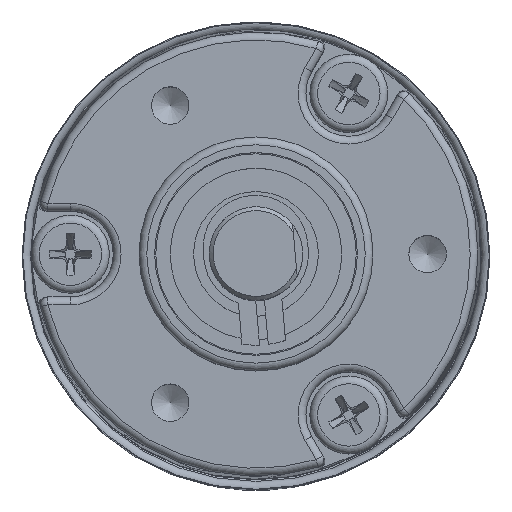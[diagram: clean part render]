
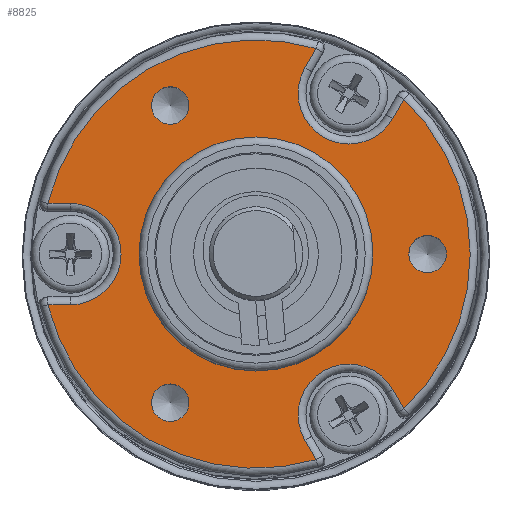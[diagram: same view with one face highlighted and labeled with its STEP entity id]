
A CAD part, top view. The second image highlights one B-rep face of the part: STEP entity #8825.
In plain terms, the highlighted planar face has unit normal (0, 0, 1).
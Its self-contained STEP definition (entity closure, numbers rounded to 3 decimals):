
#4087=LINE('',#41758,#6734);
#4088=LINE('',#41762,#6735);
#4089=LINE('',#41766,#6736);
#4090=LINE('',#41770,#6737);
#4091=LINE('',#41774,#6738);
#4092=LINE('',#41778,#6739);
#6734=VECTOR('',#32943,1.);
#6735=VECTOR('',#32946,1.);
#6736=VECTOR('',#32949,1.);
#6737=VECTOR('',#32952,1.);
#6738=VECTOR('',#32955,1.);
#6739=VECTOR('',#32958,1.);
#8825=ADVANCED_FACE('',(#10259,#10260,#10261,#10262,#10263),#9908,.T.);
#9908=PLANE('',#26847);
#10259=FACE_BOUND('',#11720,.T.);
#10260=FACE_BOUND('',#11721,.T.);
#10261=FACE_BOUND('',#11722,.T.);
#10262=FACE_BOUND('',#11723,.T.);
#10263=FACE_BOUND('',#11724,.T.);
#11720=EDGE_LOOP('',(#18330));
#11721=EDGE_LOOP('',(#18331));
#11722=EDGE_LOOP('',(#18332));
#11723=EDGE_LOOP('',(#18333,#18334,#18335,#18336,#18337,#18338,#18339,#18340,
#18341,#18342,#18343,#18344));
#11724=EDGE_LOOP('',(#18345));
#18330=ORIENTED_EDGE('',*,*,#24431,.T.);
#18331=ORIENTED_EDGE('',*,*,#24432,.T.);
#18332=ORIENTED_EDGE('',*,*,#24433,.T.);
#18333=ORIENTED_EDGE('',*,*,#24434,.T.);
#18334=ORIENTED_EDGE('',*,*,#24435,.T.);
#18335=ORIENTED_EDGE('',*,*,#24436,.T.);
#18336=ORIENTED_EDGE('',*,*,#24437,.T.);
#18337=ORIENTED_EDGE('',*,*,#24438,.T.);
#18338=ORIENTED_EDGE('',*,*,#24439,.T.);
#18339=ORIENTED_EDGE('',*,*,#24440,.T.);
#18340=ORIENTED_EDGE('',*,*,#24441,.T.);
#18341=ORIENTED_EDGE('',*,*,#24442,.T.);
#18342=ORIENTED_EDGE('',*,*,#24443,.T.);
#18343=ORIENTED_EDGE('',*,*,#24444,.T.);
#18344=ORIENTED_EDGE('',*,*,#24445,.T.);
#18345=ORIENTED_EDGE('',*,*,#24446,.F.);
#21046=VERTEX_POINT('',#41750);
#21047=VERTEX_POINT('',#41752);
#21048=VERTEX_POINT('',#41754);
#21049=VERTEX_POINT('',#41756);
#21050=VERTEX_POINT('',#41757);
#21051=VERTEX_POINT('',#41759);
#21052=VERTEX_POINT('',#41761);
#21053=VERTEX_POINT('',#41763);
#21054=VERTEX_POINT('',#41765);
#21055=VERTEX_POINT('',#41767);
#21056=VERTEX_POINT('',#41769);
#21057=VERTEX_POINT('',#41771);
#21058=VERTEX_POINT('',#41773);
#21059=VERTEX_POINT('',#41775);
#21060=VERTEX_POINT('',#41777);
#21061=VERTEX_POINT('',#41780);
#24431=EDGE_CURVE('',#21046,#21046,#25043,.T.);
#24432=EDGE_CURVE('',#21047,#21047,#25044,.T.);
#24433=EDGE_CURVE('',#21048,#21048,#25045,.T.);
#24434=EDGE_CURVE('',#21049,#21050,#25046,.T.);
#24435=EDGE_CURVE('',#21050,#21051,#4087,.T.);
#24436=EDGE_CURVE('',#21051,#21052,#25047,.T.);
#24437=EDGE_CURVE('',#21052,#21053,#4088,.T.);
#24438=EDGE_CURVE('',#21053,#21054,#25048,.T.);
#24439=EDGE_CURVE('',#21054,#21055,#4089,.T.);
#24440=EDGE_CURVE('',#21055,#21056,#25049,.T.);
#24441=EDGE_CURVE('',#21056,#21057,#4090,.T.);
#24442=EDGE_CURVE('',#21057,#21058,#25050,.T.);
#24443=EDGE_CURVE('',#21058,#21059,#4091,.T.);
#24444=EDGE_CURVE('',#21059,#21060,#25051,.T.);
#24445=EDGE_CURVE('',#21060,#21049,#4092,.T.);
#24446=EDGE_CURVE('',#21061,#21061,#25052,.T.);
#25043=CIRCLE('',#26837,1.2);
#25044=CIRCLE('',#26838,1.2);
#25045=CIRCLE('',#26839,1.2);
#25046=CIRCLE('',#26840,13.731);
#25047=CIRCLE('',#26841,3.25);
#25048=CIRCLE('',#26842,13.731);
#25049=CIRCLE('',#26843,3.25);
#25050=CIRCLE('',#26844,13.731);
#25051=CIRCLE('',#26845,3.25);
#25052=CIRCLE('',#26846,7.5);
#26837=AXIS2_PLACEMENT_3D('',#41749,#32935,#32936);
#26838=AXIS2_PLACEMENT_3D('',#41751,#32937,#32938);
#26839=AXIS2_PLACEMENT_3D('',#41753,#32939,#32940);
#26840=AXIS2_PLACEMENT_3D('',#41755,#32941,#32942);
#26841=AXIS2_PLACEMENT_3D('',#41760,#32944,#32945);
#26842=AXIS2_PLACEMENT_3D('',#41764,#32947,#32948);
#26843=AXIS2_PLACEMENT_3D('',#41768,#32950,#32951);
#26844=AXIS2_PLACEMENT_3D('',#41772,#32953,#32954);
#26845=AXIS2_PLACEMENT_3D('',#41776,#32956,#32957);
#26846=AXIS2_PLACEMENT_3D('',#41779,#32959,#32960);
#26847=AXIS2_PLACEMENT_3D('',#41781,#32961,#32962);
#32935=DIRECTION('',(0.,0.,-1.));
#32936=DIRECTION('',(0.5,-0.866,0.));
#32937=DIRECTION('',(0.,0.,-1.));
#32938=DIRECTION('',(-1.,0.,0.));
#32939=DIRECTION('',(0.,0.,-1.));
#32940=DIRECTION('',(0.5,0.866,0.));
#32941=DIRECTION('',(0.,0.,1.));
#32942=DIRECTION('',(-0.5,-0.866,0.));
#32943=DIRECTION('',(-0.5,0.866,0.));
#32944=DIRECTION('',(0.,0.,-1.));
#32945=DIRECTION('',(-0.5,-0.866,0.));
#32946=DIRECTION('',(0.5,-0.866,0.));
#32947=DIRECTION('',(0.,0.,1.));
#32948=DIRECTION('',(-0.5,-0.866,0.));
#32949=DIRECTION('',(-0.5,-0.866,0.));
#32950=DIRECTION('',(0.,0.,-1.));
#32951=DIRECTION('',(-0.5,-0.866,0.));
#32952=DIRECTION('',(0.5,0.866,0.));
#32953=DIRECTION('',(0.,0.,1.));
#32954=DIRECTION('',(-0.5,-0.866,0.));
#32955=DIRECTION('',(1.,0.,0.));
#32956=DIRECTION('',(0.,0.,-1.));
#32957=DIRECTION('',(-0.5,-0.866,0.));
#32958=DIRECTION('',(-1.,0.,0.));
#32959=DIRECTION('',(0.,0.,1.));
#32960=DIRECTION('',(-0.5,-0.866,0.));
#32961=DIRECTION('',(0.,0.,1.));
#32962=DIRECTION('',(-0.5,-0.866,0.));
#41749=CARTESIAN_POINT('',(-5.5,9.526,20.5));
#41750=CARTESIAN_POINT('',(-4.9,8.487,20.5));
#41751=CARTESIAN_POINT('',(11.,0.,20.5));
#41752=CARTESIAN_POINT('',(9.8,0.,20.5));
#41753=CARTESIAN_POINT('',(-5.5,-9.526,20.5));
#41754=CARTESIAN_POINT('',(-4.9,-8.487,20.5));
#41755=CARTESIAN_POINT('',(0.,0.,20.5));
#41756=CARTESIAN_POINT('',(-13.34,-3.25,20.5));
#41757=CARTESIAN_POINT('',(3.856,-13.178,20.5));
#41758=CARTESIAN_POINT('',(3.135,-11.931,20.5));
#41759=CARTESIAN_POINT('',(3.135,-11.931,20.5));
#41760=CARTESIAN_POINT('',(5.95,-10.306,20.5));
#41761=CARTESIAN_POINT('',(8.765,-8.681,20.5));
#41762=CARTESIAN_POINT('',(2.815,1.625,20.5));
#41763=CARTESIAN_POINT('',(9.485,-9.928,20.5));
#41764=CARTESIAN_POINT('',(0.,0.,20.5));
#41765=CARTESIAN_POINT('',(9.485,9.928,20.5));
#41766=CARTESIAN_POINT('',(8.765,8.681,20.5));
#41767=CARTESIAN_POINT('',(8.765,8.681,20.5));
#41768=CARTESIAN_POINT('',(5.95,10.306,20.5));
#41769=CARTESIAN_POINT('',(3.135,11.931,20.5));
#41770=CARTESIAN_POINT('',(-2.815,1.625,20.5));
#41771=CARTESIAN_POINT('',(3.856,13.178,20.5));
#41772=CARTESIAN_POINT('',(0.,0.,20.5));
#41773=CARTESIAN_POINT('',(-13.34,3.25,20.5));
#41774=CARTESIAN_POINT('',(-11.9,3.25,20.5));
#41775=CARTESIAN_POINT('',(-11.9,3.25,20.5));
#41776=CARTESIAN_POINT('',(-11.9,0.,20.5));
#41777=CARTESIAN_POINT('',(-11.9,-3.25,20.5));
#41778=CARTESIAN_POINT('',(0.,-3.25,20.5));
#41779=CARTESIAN_POINT('',(0.,0.,
20.5));
#41780=CARTESIAN_POINT('',(-3.75,-6.495,20.5));
#41781=CARTESIAN_POINT('',(0.,0.,20.5));
